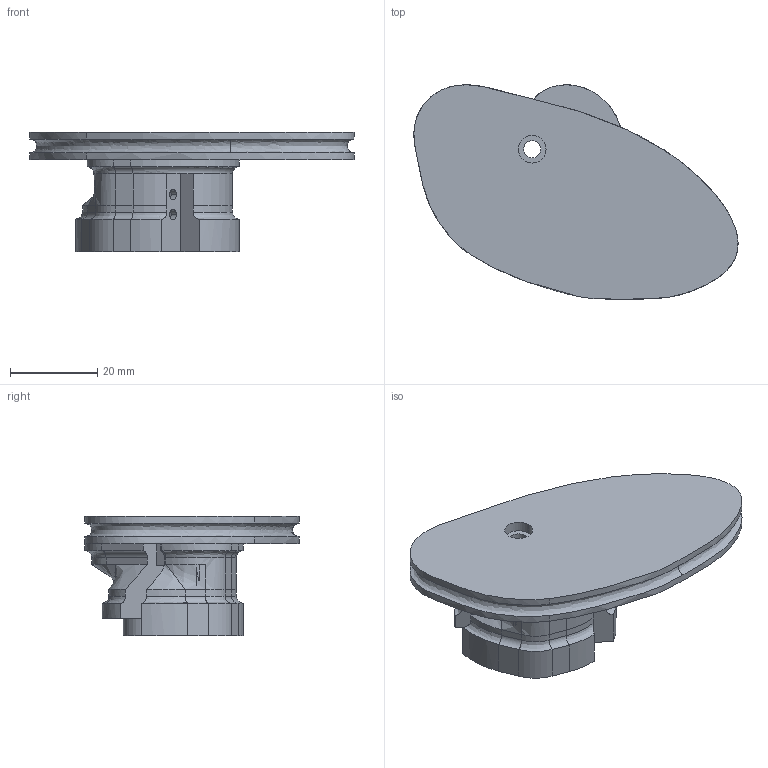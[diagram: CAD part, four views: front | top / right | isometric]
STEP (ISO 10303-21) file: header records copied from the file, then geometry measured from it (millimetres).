
FILE_DESCRIPTION (( 'STEP AP214' ), '1' );
FILE_NAME ('cams-joined^asm-cams.STEP', '2025-10-19T01:38:57', ( '' ), ( '' ), 'SwSTEP 2.0', 'SolidWorks 2025', '' );
FILE_SCHEMA (( 'AUTOMOTIVE_DESIGN' ));
Length unit declared in the file: millimetre
Products named in the file (1): cams-joined^asm-cams
Bounding box: 74.44 x 49.26 x 27.52 mm (x, y, z)
Volume: 27602.7 mm3; surface area: 10821.2 mm2
Topology: 1 solids, 1 shells, 112 faces, 305 edges, 198 vertices
Faces by surface type: plane 43, cylinder 38, bspline 30, torus 1
Entity records: 6812 total; most frequent: CARTESIAN_POINT 4182, ORIENTED_EDGE 606, DIRECTION 445, EDGE_CURVE 303, VERTEX_POINT 197, VECTOR 149, LINE 149, AXIS2_PLACEMENT_3D 148
